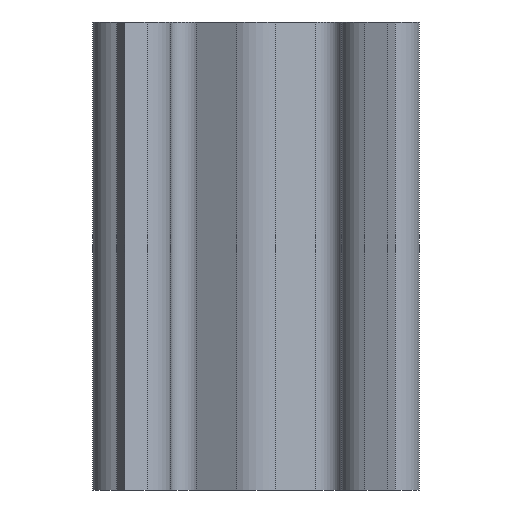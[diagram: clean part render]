
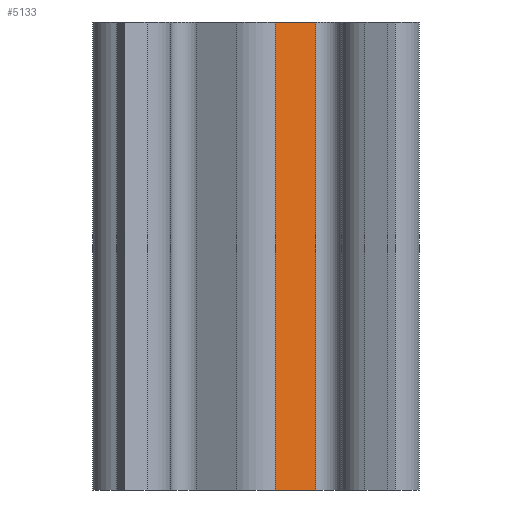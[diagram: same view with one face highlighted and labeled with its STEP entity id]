
A CAD part, front view. The second image highlights one B-rep face of the part: STEP entity #5133.
In plain terms, the highlighted planar face has unit normal (0.5, -0.866, 0).
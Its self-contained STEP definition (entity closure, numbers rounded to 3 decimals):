
#497=FACE_OUTER_BOUND('',#763,.T.);
#763=EDGE_LOOP('',(#3689,#3690,#3691,#3692));
#1123=LINE('',#7994,#1655);
#1124=LINE('',#7997,#1656);
#1125=LINE('',#7999,#1657);
#1126=LINE('',#8000,#1658);
#1655=VECTOR('',#6405,10.);
#1656=VECTOR('',#6408,10.);
#1657=VECTOR('',#6409,10.);
#1658=VECTOR('',#6410,10.);
#2185=VERTEX_POINT('',#7990);
#2186=VERTEX_POINT('',#7992);
#2187=VERTEX_POINT('',#7996);
#2188=VERTEX_POINT('',#7998);
#2805=EDGE_CURVE('',#2185,#2186,#1123,.T.);
#2806=EDGE_CURVE('',#2187,#2185,#1124,.T.);
#2807=EDGE_CURVE('',#2188,#2186,#1125,.T.);
#2808=EDGE_CURVE('',#2187,#2188,#1126,.T.);
#3689=ORIENTED_EDGE('',*,*,#2806,.T.);
#3690=ORIENTED_EDGE('',*,*,#2805,.T.);
#3691=ORIENTED_EDGE('',*,*,#2807,.F.);
#3692=ORIENTED_EDGE('',*,*,#2808,.F.);
#4952=PLANE('',#5509);
#5133=ADVANCED_FACE('',(#497),#4952,.T.);
#5509=AXIS2_PLACEMENT_3D('',#7995,#6406,#6407);
#6405=DIRECTION('',(0.,0.,1.));
#6406=DIRECTION('center_axis',(0.5,-0.866,0.));
#6407=DIRECTION('ref_axis',(0.866,0.5,0.));
#6408=DIRECTION('',(0.866,0.5,0.));
#6409=DIRECTION('',(0.866,0.5,0.));
#6410=DIRECTION('',(0.,0.,1.));
#7990=CARTESIAN_POINT('',(-0.639,126.02,0.));
#7992=CARTESIAN_POINT('',(-0.639,126.02,33.));
#7994=CARTESIAN_POINT('',(-0.639,126.02,0.));
#7995=CARTESIAN_POINT('Origin',(-3.489,124.374,0.));
#7996=CARTESIAN_POINT('',(-3.489,124.374,0.));
#7997=CARTESIAN_POINT('',(-3.489,124.374,0.));
#7998=CARTESIAN_POINT('',(-3.489,124.374,33.));
#7999=CARTESIAN_POINT('',(-3.489,124.374,33.));
#8000=CARTESIAN_POINT('',(-3.489,124.374,0.));
